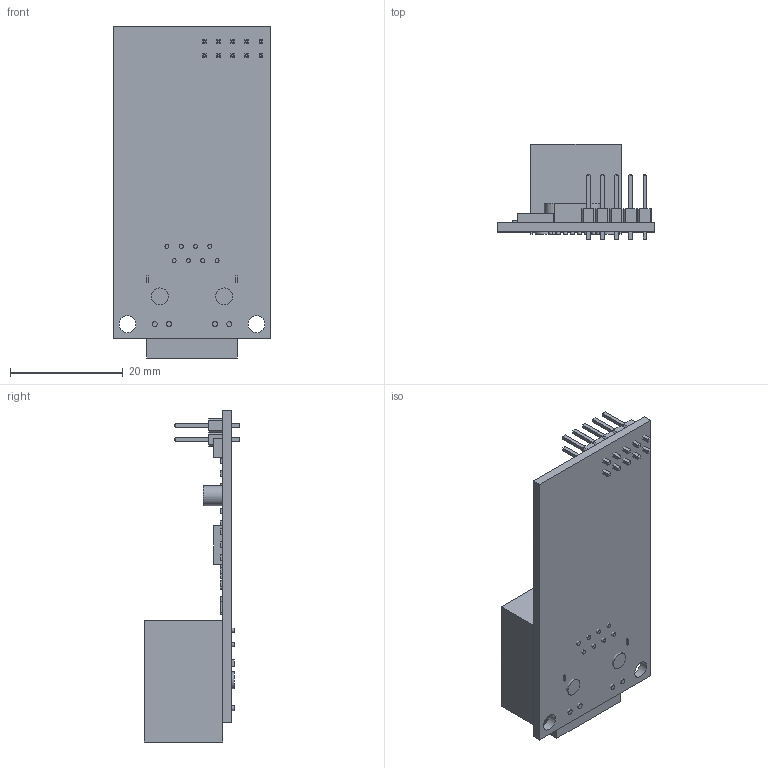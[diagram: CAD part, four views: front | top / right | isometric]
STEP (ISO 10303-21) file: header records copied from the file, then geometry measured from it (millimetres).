
FILE_DESCRIPTION (( 'STEP AP214' ), '1' );
FILE_NAME ('Assembly W5500 ethernet module.STEP', '2022-11-15T08:03:15', ( '' ), ( '' ), 'SwSTEP 2.0', 'SolidWorks 2021', '' );
FILE_SCHEMA (( 'AUTOMOTIVE_DESIGN' ));
Length unit declared in the file: millimetre
Products named in the file (7): Plate W5500 ethernet module; contact.stp; body.stp; HANRUN HR911105A.stp; Assembly HANRUN HR911105A; Pins W5500 ethernet module; Assembly W5500 ethernet module
Assembly tree (13 placements, depth 4):
  Assembly W5500 ethernet module
    Plate W5500 ethernet module
    Assembly HANRUN HR911105A
      HANRUN HR911105A.stp
        body.stp
        contact.stp  x8
    Pins W5500 ethernet module
Bounding box: 27.9 x 16.95 x 58.9 mm (x, y, z)
Volume: 5856.8 mm3; surface area: 6998.7 mm2
Topology: 30 solids, 30 shells, 609 faces, 1408 edges, 912 vertices
Faces by surface type: plane 567, cylinder 26, bspline 16
Full cylindrical faces by diameter (mm): 0.7 x8, 0.9 x4, 3 x4
Entity records: 17889 total; most frequent: CARTESIAN_POINT 2581, ORIENTED_EDGE 2364, DIRECTION 2298, EDGE_CURVE 1182, LINE 1140, VECTOR 1140, VERTEX_POINT 772, EDGE_LOOP 598
